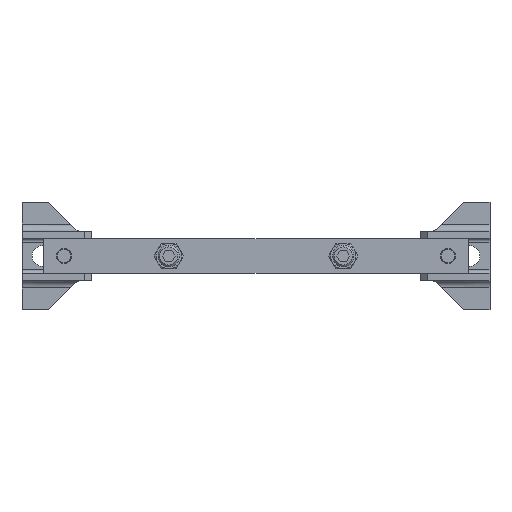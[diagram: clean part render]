
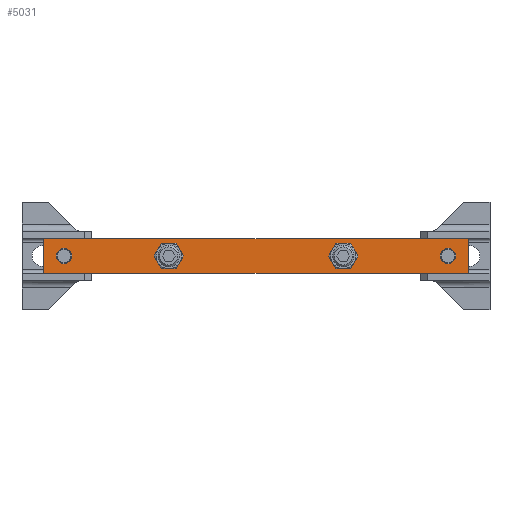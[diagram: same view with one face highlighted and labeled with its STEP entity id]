
A CAD part, front view. The second image highlights one B-rep face of the part: STEP entity #5031.
In plain terms, the highlighted planar face has unit normal (0, -1, 0).
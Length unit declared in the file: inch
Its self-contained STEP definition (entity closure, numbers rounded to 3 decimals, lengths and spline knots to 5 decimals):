
#99 = DIRECTION ( 'NONE',  ( 0., 0., -1. ) ) ;
#147 = CARTESIAN_POINT ( 'NONE',  ( -3.3, 0., 0. ) ) ;
#193 = DIRECTION ( 'NONE',  ( 0., -1., 0. ) ) ;
#203 = PLANE ( 'NONE',  #864 ) ;
#207 = CARTESIAN_POINT ( 'NONE',  ( -3.65, 0., 0. ) ) ;
#352 = DIRECTION ( 'NONE',  ( 0., 0., -1. ) ) ;
#372 = DIRECTION ( 'NONE',  ( 0., -1., 0. ) ) ;
#864 = AXIS2_PLACEMENT_3D ( 'NONE', #207, #193, #99 ) ;
#875 = AXIS2_PLACEMENT_3D ( 'NONE', #147, #372, #352 ) ;
#909 = AXIS2_PLACEMENT_3D ( 'NONE', #3533, #3618, #3615 ) ;
#912 = AXIS2_PLACEMENT_3D ( 'NONE', #3566, #3602, #3659 ) ;
#1002 = FACE_BOUND ( 'NONE', #2599, .T. ) ;
#1012 = FACE_BOUND ( 'NONE', #2598, .T. ) ;
#1043 = FACE_OUTER_BOUND ( 'NONE', #2696, .T. ) ;
#1051 = CIRCLE ( 'NONE', #875, 0.133 ) ;
#1060 = FACE_BOUND ( 'NONE', #2589, .T. ) ;
#1104 = FACE_BOUND ( 'NONE', #2541, .T. ) ;
#1757 = AXIS2_PLACEMENT_3D ( 'NONE', #1987, #1976, #1932 ) ;
#1777 = AXIS2_PLACEMENT_3D ( 'NONE', #2083, #2062, #2056 ) ;
#1778 = AXIS2_PLACEMENT_3D ( 'NONE', #2103, #2112, #2052 ) ;
#1779 = AXIS2_PLACEMENT_3D ( 'NONE', #2093, #2104, #2049 ) ;
#1780 = AXIS2_PLACEMENT_3D ( 'NONE', #2048, #2110, #2096 ) ;
#1932 = DIRECTION ( 'NONE',  ( 0., 0., -1. ) ) ;
#1976 = DIRECTION ( 'NONE',  ( 0., -1., 0. ) ) ;
#1987 = CARTESIAN_POINT ( 'NONE',  ( 1.5, 0., 0. ) ) ;
#2048 = CARTESIAN_POINT ( 'NONE',  ( 1.5, 0., 0. ) ) ;
#2049 = DIRECTION ( 'NONE',  ( 0., 0., -1. ) ) ;
#2052 = DIRECTION ( 'NONE',  ( 0., 0., -1. ) ) ;
#2054 = DIRECTION ( 'NONE',  ( 0., 0., -1. ) ) ;
#2056 = DIRECTION ( 'NONE',  ( 0., 0., -1. ) ) ;
#2062 = DIRECTION ( 'NONE',  ( 0., -1., 0. ) ) ;
#2072 = DIRECTION ( 'NONE',  ( 0., 0., -1. ) ) ;
#2079 = CARTESIAN_POINT ( 'NONE',  ( 3.65, 0., 0. ) ) ;
#2083 = CARTESIAN_POINT ( 'NONE',  ( -3.3, 0., 0. ) ) ;
#2087 = CARTESIAN_POINT ( 'NONE',  ( -3.65, 0., -0.3 ) ) ;
#2093 = CARTESIAN_POINT ( 'NONE',  ( 3.3, 0., 0. ) ) ;
#2096 = DIRECTION ( 'NONE',  ( 0., 0., -1. ) ) ;
#2099 = DIRECTION ( 'NONE',  ( 1., 0., 0. ) ) ;
#2101 = CARTESIAN_POINT ( 'NONE',  ( -3.65, 0., 0. ) ) ;
#2103 = CARTESIAN_POINT ( 'NONE',  ( -1.5, 0., 0. ) ) ;
#2104 = DIRECTION ( 'NONE',  ( 0., -1., 0. ) ) ;
#2110 = DIRECTION ( 'NONE',  ( 0., -1., 0. ) ) ;
#2112 = DIRECTION ( 'NONE',  ( 0., -1., 0. ) ) ;
#2120 = CIRCLE ( 'NONE', #912, 0.133 ) ;
#2166 = CIRCLE ( 'NONE', #909, 0.133 ) ;
#2325 = EDGE_CURVE ( 'NONE', #2912, #2859, #6759, .T. ) ;
#2331 = EDGE_CURVE ( 'NONE', #2702, #2783, #7053, .T. ) ;
#2496 = VERTEX_POINT ( 'NONE', #3321 ) ;
#2541 = EDGE_LOOP ( 'NONE', ( #4690, #4537 ) ) ;
#2589 = EDGE_LOOP ( 'NONE', ( #4427, #4696 ) ) ;
#2598 = EDGE_LOOP ( 'NONE', ( #4563, #4515 ) ) ;
#2599 = EDGE_LOOP ( 'NONE', ( #4330, #4497 ) ) ;
#2696 = EDGE_LOOP ( 'NONE', ( #4694, #4516, #4561, #4556 ) ) ;
#2702 = VERTEX_POINT ( 'NONE', #7232 ) ;
#2783 = VERTEX_POINT ( 'NONE', #7151 ) ;
#2785 = VERTEX_POINT ( 'NONE', #7211 ) ;
#2801 = VERTEX_POINT ( 'NONE', #3040 ) ;
#2840 = VERTEX_POINT ( 'NONE', #3017 ) ;
#2859 = VERTEX_POINT ( 'NONE', #3050 ) ;
#2878 = VERTEX_POINT ( 'NONE', #3071 ) ;
#2890 = VERTEX_POINT ( 'NONE', #3128 ) ;
#2903 = VERTEX_POINT ( 'NONE', #3023 ) ;
#2909 = VERTEX_POINT ( 'NONE', #3026 ) ;
#2912 = VERTEX_POINT ( 'NONE', #3065 ) ;
#3017 = CARTESIAN_POINT ( 'NONE',  ( 3.3, 0., -0.133 ) ) ;
#3023 = CARTESIAN_POINT ( 'NONE',  ( 3.65, 0., -0.3 ) ) ;
#3026 = CARTESIAN_POINT ( 'NONE',  ( 3.3, 0., 0.133 ) ) ;
#3040 = CARTESIAN_POINT ( 'NONE',  ( -3.65, 0., -0.3 ) ) ;
#3050 = CARTESIAN_POINT ( 'NONE',  ( 1.5, 0., -0.133 ) ) ;
#3065 = CARTESIAN_POINT ( 'NONE',  ( 1.5, 0., 0.133 ) ) ;
#3071 = CARTESIAN_POINT ( 'NONE',  ( -3.3, 0., -0.133 ) ) ;
#3128 = CARTESIAN_POINT ( 'NONE',  ( -1.5, 0., -0.133 ) ) ;
#3321 = CARTESIAN_POINT ( 'NONE',  ( -3.3, 0., 0.133 ) ) ;
#3533 = CARTESIAN_POINT ( 'NONE',  ( -1.5, 0., 0. ) ) ;
#3566 = CARTESIAN_POINT ( 'NONE',  ( 3.3, 0., 0. ) ) ;
#3602 = DIRECTION ( 'NONE',  ( 0., -1., 0. ) ) ;
#3615 = DIRECTION ( 'NONE',  ( 0., 0., -1. ) ) ;
#3618 = DIRECTION ( 'NONE',  ( 0., -1., 0. ) ) ;
#3659 = DIRECTION ( 'NONE',  ( 0., 0., -1. ) ) ;
#3854 = EDGE_CURVE ( 'NONE', #2801, #2903, #5459, .T. ) ;
#3855 = EDGE_CURVE ( 'NONE', #2878, #2496, #5357, .T. ) ;
#3856 = EDGE_CURVE ( 'NONE', #2890, #2785, #5267, .T. ) ;
#3857 = EDGE_CURVE ( 'NONE', #2840, #2909, #5167, .T. ) ;
#3858 = EDGE_CURVE ( 'NONE', #2859, #2912, #5230, .T. ) ;
#3859 = EDGE_CURVE ( 'NONE', #2783, #2903, #5170, .T. ) ;
#3860 = EDGE_CURVE ( 'NONE', #2702, #2801, #5153, .T. ) ;
#4330 = ORIENTED_EDGE ( 'NONE', *, *, #6301, .F. ) ;
#4427 = ORIENTED_EDGE ( 'NONE', *, *, #2325, .F. ) ;
#4497 = ORIENTED_EDGE ( 'NONE', *, *, #3855, .F. ) ;
#4515 = ORIENTED_EDGE ( 'NONE', *, *, #3857, .F. ) ;
#4516 = ORIENTED_EDGE ( 'NONE', *, *, #3859, .F. ) ;
#4537 = ORIENTED_EDGE ( 'NONE', *, *, #3856, .F. ) ;
#4556 = ORIENTED_EDGE ( 'NONE', *, *, #3860, .T. ) ;
#4561 = ORIENTED_EDGE ( 'NONE', *, *, #2331, .F. ) ;
#4563 = ORIENTED_EDGE ( 'NONE', *, *, #7128, .F. ) ;
#4690 = ORIENTED_EDGE ( 'NONE', *, *, #7121, .F. ) ;
#4694 = ORIENTED_EDGE ( 'NONE', *, *, #3854, .T. ) ;
#4696 = ORIENTED_EDGE ( 'NONE', *, *, #3858, .F. ) ;
#5031 = ADVANCED_FACE ( 'NONE', ( #1002, #1104, #1012, #1060, #1043 ), #203, .T. ) ;
#5150 = VECTOR ( 'NONE', #2054, 39.37008 ) ;
#5153 = LINE ( 'NONE', #2101, #5321 ) ;
#5167 = CIRCLE ( 'NONE', #1779, 0.133 ) ;
#5170 = LINE ( 'NONE', #2079, #5150 ) ;
#5230 = CIRCLE ( 'NONE', #1780, 0.133 ) ;
#5267 = CIRCLE ( 'NONE', #1778, 0.133 ) ;
#5321 = VECTOR ( 'NONE', #2072, 39.37008 ) ;
#5357 = CIRCLE ( 'NONE', #1777, 0.133 ) ;
#5430 = VECTOR ( 'NONE', #2099, 39.37008 ) ;
#5459 = LINE ( 'NONE', #2087, #5430 ) ;
#6301 = EDGE_CURVE ( 'NONE', #2496, #2878, #1051, .T. ) ;
#6759 = CIRCLE ( 'NONE', #1757, 0.133 ) ;
#6864 = VECTOR ( 'NONE', #7221, 39.37008 ) ;
#7053 = LINE ( 'NONE', #7166, #6864 ) ;
#7121 = EDGE_CURVE ( 'NONE', #2785, #2890, #2166, .T. ) ;
#7128 = EDGE_CURVE ( 'NONE', #2909, #2840, #2120, .T. ) ;
#7151 = CARTESIAN_POINT ( 'NONE',  ( 3.65, 0., 0.3 ) ) ;
#7166 = CARTESIAN_POINT ( 'NONE',  ( -3.65, 0., 0.3 ) ) ;
#7211 = CARTESIAN_POINT ( 'NONE',  ( -1.5, 0., 0.133 ) ) ;
#7221 = DIRECTION ( 'NONE',  ( 1., 0., 0. ) ) ;
#7232 = CARTESIAN_POINT ( 'NONE',  ( -3.65, 0., 0.3 ) ) ;
